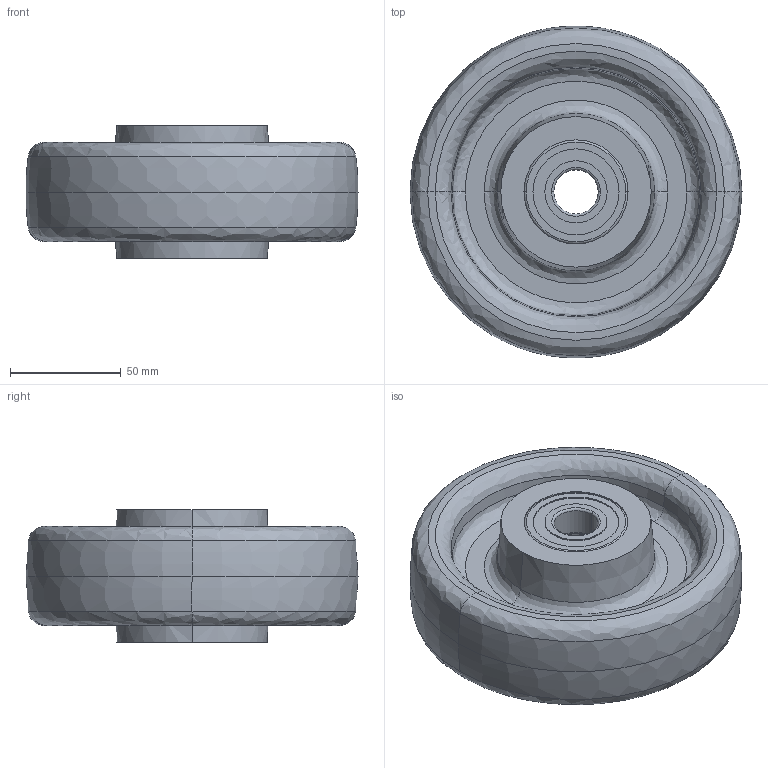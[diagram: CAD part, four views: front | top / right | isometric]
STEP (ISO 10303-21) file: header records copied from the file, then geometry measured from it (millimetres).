
FILE_DESCRIPTION (( 'STEP AP214' ), '1' );
FILE_NAME ('0043896.step', '2025-10-28T13:55:27', ( '' ), ( '' ), 'SwSTEP 2.0', 'SolidWorks 2020', '' );
FILE_SCHEMA (( 'AUTOMOTIVE_DESIGN' ));
Length unit declared in the file: millimetre
Products named in the file (1): 0043896
Bounding box: 150 x 150 x 60 mm (x, y, z)
Volume: 576255.7 mm3; surface area: 105577.3 mm2
Topology: 12 solids, 12 shells, 150 faces, 300 edges, 174 vertices
Faces by surface type: torus 48, cylinder 46, plane 24, bspline 20, cone 12
Entity records: 6913 total; most frequent: CARTESIAN_POINT 1869, DIRECTION 788, ORIENTED_EDGE 600, AXIS2_PLACEMENT_3D 365, EDGE_CURVE 300, CIRCLE 234, EDGE_LOOP 174, VERTEX_POINT 174
